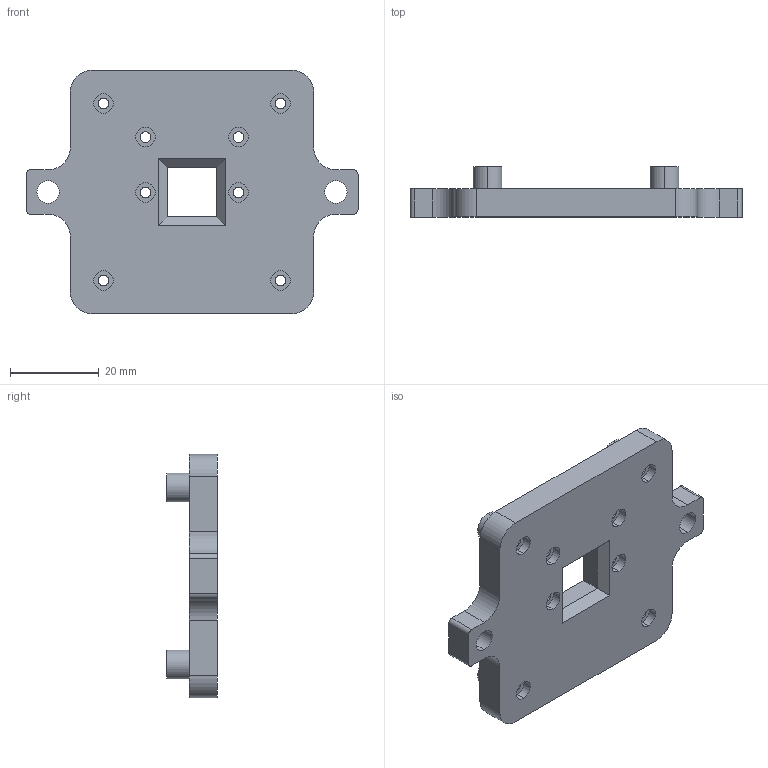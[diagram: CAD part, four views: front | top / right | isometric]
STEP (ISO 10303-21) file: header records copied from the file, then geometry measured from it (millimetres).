
FILE_DESCRIPTION (( 'STEP AP214' ), '1' );
FILE_NAME ('WW0028_V2.STEP', '2024-12-13T19:25:45', ( '' ), ( '' ), 'SwSTEP 2.0', 'SolidWorks 2024', '' );
FILE_SCHEMA (( 'AUTOMOTIVE_DESIGN' ));
Length unit declared in the file: millimetre
Products named in the file (1): WW0028_V2
Bounding box: 75 x 11.35 x 55 mm (x, y, z)
Volume: 19101.6 mm3; surface area: 9175.3 mm2
Topology: 1 solids, 1 shells, 120 faces, 288 edges, 190 vertices
Faces by surface type: cylinder 72, plane 48
Entity records: 3615 total; most frequent: DIRECTION 674, CARTESIAN_POINT 599, ORIENTED_EDGE 576, EDGE_CURVE 288, AXIS2_PLACEMENT_3D 265, VERTEX_POINT 190, EDGE_LOOP 162, LINE 144
